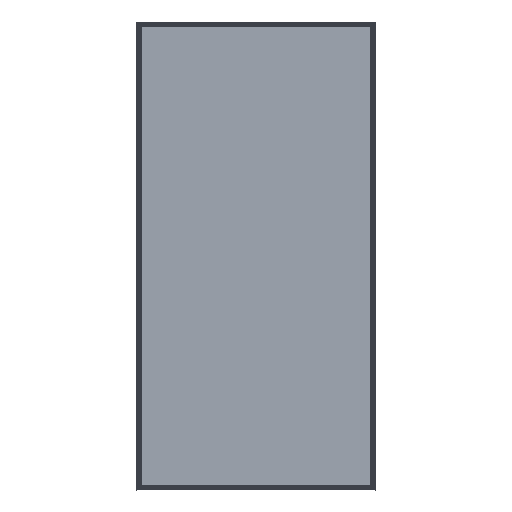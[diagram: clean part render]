
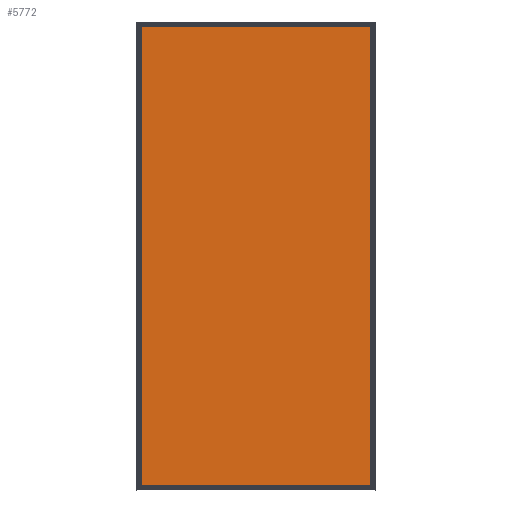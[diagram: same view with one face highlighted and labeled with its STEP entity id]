
A CAD part, top view. The second image highlights one B-rep face of the part: STEP entity #5772.
In plain terms, the highlighted planar face has unit normal (0, 0, 1).
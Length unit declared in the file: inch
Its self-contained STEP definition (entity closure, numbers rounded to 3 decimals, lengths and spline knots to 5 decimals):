
#256=PLANE('',#6325);
#540=FACE_OUTER_BOUND('',#856,.T.);
#856=EDGE_LOOP('',(#5111,#5112,#5113,#5114));
#1424=LINE('',#9566,#2006);
#1426=LINE('',#9570,#2008);
#1428=LINE('',#9574,#2010);
#1430=LINE('',#9577,#2012);
#2006=VECTOR('',#7827,0.3937);
#2008=VECTOR('',#7831,0.3937);
#2010=VECTOR('',#7835,0.3937);
#2012=VECTOR('',#7839,0.3937);
#2777=VERTEX_POINT('',#9563);
#2778=VERTEX_POINT('',#9565);
#2779=VERTEX_POINT('',#9569);
#2780=VERTEX_POINT('',#9573);
#3568=EDGE_CURVE('',#2778,#2777,#1424,.T.);
#3570=EDGE_CURVE('',#2779,#2778,#1426,.T.);
#3572=EDGE_CURVE('',#2780,#2779,#1428,.T.);
#3574=EDGE_CURVE('',#2777,#2780,#1430,.T.);
#5111=ORIENTED_EDGE('',*,*,#3574,.T.);
#5112=ORIENTED_EDGE('',*,*,#3572,.T.);
#5113=ORIENTED_EDGE('',*,*,#3570,.T.);
#5114=ORIENTED_EDGE('',*,*,#3568,.T.);
#5772=ADVANCED_FACE('',(#540),#256,.T.);
#6325=AXIS2_PLACEMENT_3D('',#9578,#7840,#7841);
#7827=DIRECTION('',(-1.,0.,0.));
#7831=DIRECTION('',(0.,1.,0.));
#7835=DIRECTION('',(1.,0.,0.));
#7839=DIRECTION('',(0.,-1.,0.));
#7840=DIRECTION('center_axis',(0.,0.,1.));
#7841=DIRECTION('ref_axis',(1.,0.,0.));
#9563=CARTESIAN_POINT('',(0.,96.,1.5));
#9565=CARTESIAN_POINT('',(48.,96.,1.5));
#9566=CARTESIAN_POINT('',(48.,96.,1.5));
#9569=CARTESIAN_POINT('',(48.,0.,1.5));
#9570=CARTESIAN_POINT('',(48.,0.,1.5));
#9573=CARTESIAN_POINT('',(0.,0.,1.5));
#9574=CARTESIAN_POINT('',(0.,0.,1.5));
#9577=CARTESIAN_POINT('',(0.,96.,1.5));
#9578=CARTESIAN_POINT('Origin',(24.,48.,1.5));
